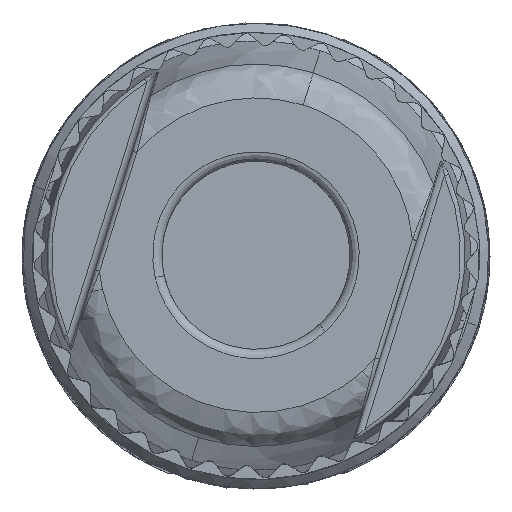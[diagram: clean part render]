
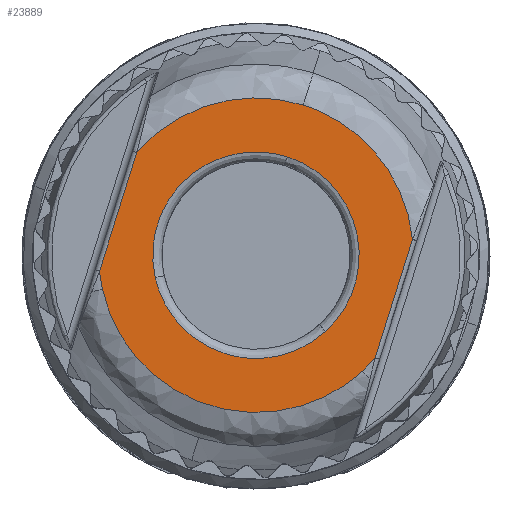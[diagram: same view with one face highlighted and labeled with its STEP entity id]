
A CAD part, top view. The second image highlights one B-rep face of the part: STEP entity #23889.
In plain terms, the highlighted planar face has unit normal (0, 0, 1).
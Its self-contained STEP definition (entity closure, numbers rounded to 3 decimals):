
#23786=AXIS2_PLACEMENT_3D('Plane Axis2P3D',#23783,#23784,#23785) ;
#22907=CARTESIAN_POINT('Vertex',(3.507,8.659,52.24)) ;
#22979=CARTESIAN_POINT('Vertex',(14.837,5.099,52.24)) ;
#22983=CARTESIAN_POINT('Control Point',(3.507,8.659,52.24)) ;
#22984=CARTESIAN_POINT('Control Point',(6.089,-2.933,52.24)) ;
#22985=CARTESIAN_POINT('Control Point',(14.837,5.099,52.24)) ;
#23239=CARTESIAN_POINT('Vertex',(12.256,16.692,52.24)) ;
#23275=CARTESIAN_POINT('Vertex',(5.001,14.621,52.24)) ;
#23279=CARTESIAN_POINT('Control Point',(12.256,16.692,52.24)) ;
#23280=CARTESIAN_POINT('Control Point',(7.947,18.046,52.24)) ;
#23281=CARTESIAN_POINT('Control Point',(5.001,14.621,52.24)) ;
#23304=CARTESIAN_POINT('Control Point',(17.022,10.844,52.24)) ;
#23305=CARTESIAN_POINT('Control Point',(16.565,15.338,52.24)) ;
#23306=CARTESIAN_POINT('Control Point',(12.256,16.692,52.24)) ;
#23307=CARTESIAN_POINT('Vertex',(17.022,10.844,52.24)) ;
#23603=CARTESIAN_POINT('Control Point',(3.378,9.456,52.24)) ;
#23604=CARTESIAN_POINT('Control Point',(3.419,9.054,52.24)) ;
#23605=CARTESIAN_POINT('Control Point',(3.507,8.659,52.24)) ;
#23606=CARTESIAN_POINT('Vertex',(3.378,9.456,52.24)) ;
#23731=CARTESIAN_POINT('Vertex',(15.399,5.679,52.24)) ;
#23772=CARTESIAN_POINT('Control Point',(14.837,5.099,52.24)) ;
#23773=CARTESIAN_POINT('Control Point',(15.135,5.372,52.24)) ;
#23774=CARTESIAN_POINT('Control Point',(15.399,5.679,52.24)) ;
#23783=CARTESIAN_POINT('Axis2P3D Location',(15.,0.406,52.24)) ;
#23788=CARTESIAN_POINT('Line Origine',(16.21,8.261,52.24)) ;
#23793=CARTESIAN_POINT('Line Origine',(4.19,12.039,52.24)) ;
#23808=CARTESIAN_POINT('Control Point',(11.549,14.443,52.24)) ;
#23809=CARTESIAN_POINT('Control Point',(11.946,14.318,52.24)) ;
#23810=CARTESIAN_POINT('Control Point',(12.328,14.148,52.24)) ;
#23811=CARTESIAN_POINT('Control Point',(12.689,13.934,52.24)) ;
#23812=CARTESIAN_POINT('Control Point',(13.354,13.427,52.24)) ;
#23813=CARTESIAN_POINT('Control Point',(13.886,12.781,52.24)) ;
#23814=CARTESIAN_POINT('Control Point',(14.114,12.429,52.24)) ;
#23815=CARTESIAN_POINT('Control Point',(14.484,11.678,52.24)) ;
#23816=CARTESIAN_POINT('Control Point',(14.673,10.862,52.24)) ;
#23817=CARTESIAN_POINT('Control Point',(14.719,10.446,52.24)) ;
#23818=CARTESIAN_POINT('Control Point',(14.716,9.609,52.24)) ;
#23819=CARTESIAN_POINT('Control Point',(14.521,8.795,52.24)) ;
#23820=CARTESIAN_POINT('Control Point',(14.377,8.401,52.24)) ;
#23821=CARTESIAN_POINT('Control Point',(14.089,7.827,52.24)) ;
#23822=CARTESIAN_POINT('Control Point',(13.706,7.316,52.24)) ;
#23823=CARTESIAN_POINT('Control Point',(13.561,7.146,52.24)) ;
#23824=CARTESIAN_POINT('Control Point',(13.407,6.985,52.24)) ;
#23825=CARTESIAN_POINT('Control Point',(13.243,6.835,52.24)) ;
#23826=CARTESIAN_POINT('Vertex',(11.549,14.443,52.24)) ;
#23828=CARTESIAN_POINT('Vertex',(13.243,6.835,52.24)) ;
#23832=CARTESIAN_POINT('Control Point',(13.243,6.835,52.24)) ;
#23833=CARTESIAN_POINT('Control Point',(13.101,6.704,52.24)) ;
#23834=CARTESIAN_POINT('Control Point',(12.951,6.581,52.24)) ;
#23835=CARTESIAN_POINT('Control Point',(12.795,6.466,52.24)) ;
#23836=CARTESIAN_POINT('Control Point',(12.285,6.131,52.24)) ;
#23837=CARTESIAN_POINT('Control Point',(11.724,5.885,52.24)) ;
#23838=CARTESIAN_POINT('Control Point',(11.323,5.762,52.24)) ;
#23839=CARTESIAN_POINT('Control Point',(10.581,5.627,52.24)) ;
#23840=CARTESIAN_POINT('Control Point',(9.829,5.647,52.24)) ;
#23841=CARTESIAN_POINT('Control Point',(9.496,5.687,52.24)) ;
#23842=CARTESIAN_POINT('Control Point',(9.169,5.757,52.24)) ;
#23843=CARTESIAN_POINT('Control Point',(8.851,5.857,52.24)) ;
#23844=CARTESIAN_POINT('Vertex',(8.851,5.857,52.24)) ;
#23848=CARTESIAN_POINT('Control Point',(8.851,5.857,52.24)) ;
#23849=CARTESIAN_POINT('Control Point',(8.454,5.982,52.24)) ;
#23850=CARTESIAN_POINT('Control Point',(8.072,6.152,52.24)) ;
#23851=CARTESIAN_POINT('Control Point',(7.711,6.366,52.24)) ;
#23852=CARTESIAN_POINT('Control Point',(7.046,6.873,52.24)) ;
#23853=CARTESIAN_POINT('Control Point',(6.514,7.519,52.24)) ;
#23854=CARTESIAN_POINT('Control Point',(6.286,7.871,52.24)) ;
#23855=CARTESIAN_POINT('Control Point',(6.052,8.347,52.24)) ;
#23856=CARTESIAN_POINT('Control Point',(5.89,8.849,52.24)) ;
#23857=CARTESIAN_POINT('Control Point',(5.859,8.956,52.24)) ;
#23858=CARTESIAN_POINT('Control Point',(5.832,9.063,52.24)) ;
#23859=CARTESIAN_POINT('Control Point',(5.808,9.172,52.24)) ;
#23860=CARTESIAN_POINT('Vertex',(5.808,9.172,52.24)) ;
#23864=CARTESIAN_POINT('Control Point',(5.808,9.172,52.24)) ;
#23865=CARTESIAN_POINT('Control Point',(5.741,9.469,52.24)) ;
#23866=CARTESIAN_POINT('Control Point',(5.7,9.772,52.24)) ;
#23867=CARTESIAN_POINT('Control Point',(5.685,10.078,52.24)) ;
#23868=CARTESIAN_POINT('Control Point',(5.71,10.8,52.24)) ;
#23869=CARTESIAN_POINT('Control Point',(5.879,11.505,52.24)) ;
#23870=CARTESIAN_POINT('Control Point',(6.023,11.899,52.24)) ;
#23871=CARTESIAN_POINT('Control Point',(6.399,12.647,52.24)) ;
#23872=CARTESIAN_POINT('Control Point',(6.935,13.289,52.24)) ;
#23873=CARTESIAN_POINT('Control Point',(7.24,13.578,52.24)) ;
#23874=CARTESIAN_POINT('Control Point',(7.91,14.079,52.24)) ;
#23875=CARTESIAN_POINT('Control Point',(8.676,14.415,52.24)) ;
#23876=CARTESIAN_POINT('Control Point',(9.077,14.538,52.24)) ;
#23877=CARTESIAN_POINT('Control Point',(9.819,14.673,52.24)) ;
#23878=CARTESIAN_POINT('Control Point',(10.571,14.653,52.24)) ;
#23879=CARTESIAN_POINT('Control Point',(10.904,14.613,52.24)) ;
#23880=CARTESIAN_POINT('Control Point',(11.231,14.543,52.24)) ;
#23881=CARTESIAN_POINT('Control Point',(11.549,14.443,52.24)) ;
#23784=DIRECTION('Axis2P3D Direction',(0.,0.,1.)) ;
#23785=DIRECTION('Axis2P3D XDirection',(0.3,0.954,0.)) ;
#23789=DIRECTION('Vector Direction',(0.3,0.954,0.)) ;
#23794=DIRECTION('Vector Direction',(-0.3,-0.954,0.)) ;
#23790=VECTOR('Line Direction',#23789,1.) ;
#23795=VECTOR('Line Direction',#23794,1.) ;
#23799=ORIENTED_EDGE('',*,*,#23792,.T.) ;
#23800=ORIENTED_EDGE('',*,*,#23309,.T.) ;
#23801=ORIENTED_EDGE('',*,*,#23282,.T.) ;
#23802=ORIENTED_EDGE('',*,*,#23797,.T.) ;
#23803=ORIENTED_EDGE('',*,*,#23608,.T.) ;
#23804=ORIENTED_EDGE('',*,*,#22986,.T.) ;
#23805=ORIENTED_EDGE('',*,*,#23775,.T.) ;
#23884=ORIENTED_EDGE('',*,*,#23830,.T.) ;
#23885=ORIENTED_EDGE('',*,*,#23846,.T.) ;
#23886=ORIENTED_EDGE('',*,*,#23862,.T.) ;
#23887=ORIENTED_EDGE('',*,*,#23882,.T.) ;
#23888=FACE_BOUND('',#23883,.T.) ;
#23889=ADVANCED_FACE('Hauptk\X2\00F6\X0\rper',(#23806,#23888),#23787,.T.) ;
#23807=B_SPLINE_CURVE_WITH_KNOTS('',5,(#23808,#23809,#23810,#23811,#23812,#23813,#23814,#23815,#23816,#23817,#23818,#23819,#23820,#23821,#23822,#23823,#23824,#23825),.UNSPECIFIED.,.F.,.U.,(6,3,3,3,3,6),(0.,2.939,5.879,8.818,11.757,13.329),.UNSPECIFIED.) ;
#23831=B_SPLINE_CURVE_WITH_KNOTS('',5,(#23832,#23833,#23834,#23835,#23836,#23837,#23838,#23839,#23840,#23841,#23842,#23843),.UNSPECIFIED.,.F.,.U.,(6,3,3,6),(13.329,14.697,17.636,19.993),.UNSPECIFIED.) ;
#23847=B_SPLINE_CURVE_WITH_KNOTS('',5,(#23848,#23849,#23850,#23851,#23852,#23853,#23854,#23855,#23856,#23857,#23858,#23859),.UNSPECIFIED.,.F.,.U.,(6,3,3,6),(0.,2.939,5.879,6.664),.UNSPECIFIED.) ;
#23863=B_SPLINE_CURVE_WITH_KNOTS('',5,(#23864,#23865,#23866,#23867,#23868,#23869,#23870,#23871,#23872,#23873,#23874,#23875,#23876,#23877,#23878,#23879,#23880,#23881),.UNSPECIFIED.,.F.,.U.,(6,3,3,3,3,6),(6.664,8.818,11.757,14.697,17.636,19.993),.UNSPECIFIED.) ;
#22986=EDGE_CURVE('',#22908,#22980,#22982,.T.) ;
#23282=EDGE_CURVE('',#23240,#23276,#23278,.T.) ;
#23309=EDGE_CURVE('',#23308,#23240,#23303,.T.) ;
#23608=EDGE_CURVE('',#23607,#22908,#23602,.T.) ;
#23775=EDGE_CURVE('',#22980,#23732,#23771,.T.) ;
#23792=EDGE_CURVE('',#23732,#23308,#23791,.T.) ;
#23797=EDGE_CURVE('',#23276,#23607,#23796,.T.) ;
#23830=EDGE_CURVE('',#23827,#23829,#23807,.T.) ;
#23846=EDGE_CURVE('',#23829,#23845,#23831,.T.) ;
#23862=EDGE_CURVE('',#23845,#23861,#23847,.T.) ;
#23882=EDGE_CURVE('',#23861,#23827,#23863,.T.) ;
#23798=EDGE_LOOP('',(#23799,#23800,#23801,#23802,#23803,#23804,#23805)) ;
#23883=EDGE_LOOP('',(#23884,#23885,#23886,#23887)) ;
#23806=FACE_OUTER_BOUND('',#23798,.T.) ;
#23791=LINE('Line',#23788,#23790) ;
#23796=LINE('Line',#23793,#23795) ;
#23787=PLANE('',#23786) ;
#22908=VERTEX_POINT('',#22907) ;
#22980=VERTEX_POINT('',#22979) ;
#23240=VERTEX_POINT('',#23239) ;
#23276=VERTEX_POINT('',#23275) ;
#23308=VERTEX_POINT('',#23307) ;
#23607=VERTEX_POINT('',#23606) ;
#23732=VERTEX_POINT('',#23731) ;
#23827=VERTEX_POINT('',#23826) ;
#23829=VERTEX_POINT('',#23828) ;
#23845=VERTEX_POINT('',#23844) ;
#23861=VERTEX_POINT('',#23860) ;
#22982=(BOUNDED_CURVE()B_SPLINE_CURVE(2,(#22983,#22984,#22985),.UNSPECIFIED.,.F.,.U.)B_SPLINE_CURVE_WITH_KNOTS((3,3),(26.781,53.562),.UNSPECIFIED.)CURVE()GEOMETRIC_REPRESENTATION_ITEM()RATIONAL_B_SPLINE_CURVE((1.,0.5,1.))REPRESENTATION_ITEM('')) ;
#23278=(BOUNDED_CURVE()B_SPLINE_CURVE(2,(#23279,#23280,#23281),.UNSPECIFIED.,.F.,.U.)B_SPLINE_CURVE_WITH_KNOTS((3,3),(0.,14.757),.UNSPECIFIED.)CURVE()GEOMETRIC_REPRESENTATION_ITEM()RATIONAL_B_SPLINE_CURVE((1.,0.724,0.753))REPRESENTATION_ITEM('')) ;
#23303=(BOUNDED_CURVE()B_SPLINE_CURVE(2,(#23304,#23305,#23306),.UNSPECIFIED.,.F.,.U.)B_SPLINE_CURVE_WITH_KNOTS((3,3),(65.586,80.343),.UNSPECIFIED.)CURVE()GEOMETRIC_REPRESENTATION_ITEM()RATIONAL_B_SPLINE_CURVE((0.753,0.724,1.))REPRESENTATION_ITEM('')) ;
#23602=(BOUNDED_CURVE()B_SPLINE_CURVE(2,(#23603,#23604,#23605),.UNSPECIFIED.,.F.,.U.)B_SPLINE_CURVE_WITH_KNOTS((3,3),(25.018,26.781),.UNSPECIFIED.)CURVE()GEOMETRIC_REPRESENTATION_ITEM()RATIONAL_B_SPLINE_CURVE((0.939,0.967,1.))REPRESENTATION_ITEM('')) ;
#23771=(BOUNDED_CURVE()B_SPLINE_CURVE(2,(#23772,#23773,#23774),.UNSPECIFIED.,.F.,.U.)B_SPLINE_CURVE_WITH_KNOTS((3,3),(53.562,55.325),.UNSPECIFIED.)CURVE()GEOMETRIC_REPRESENTATION_ITEM()RATIONAL_B_SPLINE_CURVE((1.,0.967,0.939))REPRESENTATION_ITEM('')) ;
